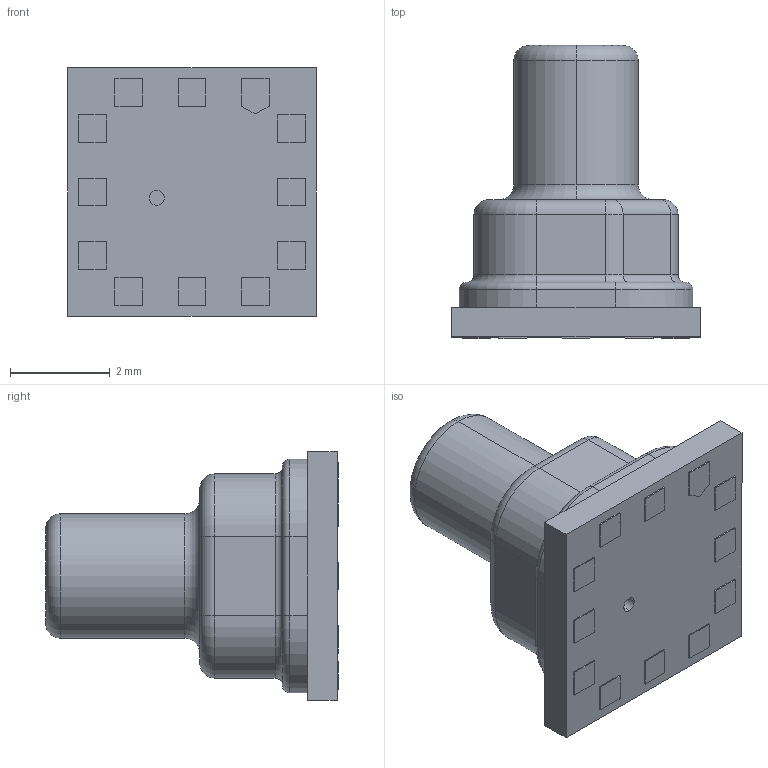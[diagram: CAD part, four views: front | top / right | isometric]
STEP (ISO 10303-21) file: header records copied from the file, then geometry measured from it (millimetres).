
FILE_DESCRIPTION (( 'STEP AP214' ), '1' );
FILE_NAME ('HW_MPR_Long-Port_Gage.STEP', '2024-02-28T17:42:13', ( '' ), ( '' ), 'SwSTEP 2.0', 'SolidWorks 2024', '' );
FILE_SCHEMA (( 'AUTOMOTIVE_DESIGN' ));
Length unit declared in the file: millimetre
Products named in the file (1): HW_MPR_Long-Port_Gage
Bounding box: 5 x 5.88 x 5 mm (x, y, z)
Volume: 56.2 mm3; surface area: 131.6 mm2
Topology: 1 solids, 1 shells, 127 faces, 288 edges, 178 vertices
Faces by surface type: plane 80, cylinder 29, torus 18
Entity records: 4921 total; most frequent: DIRECTION 619, CARTESIAN_POINT 594, ORIENTED_EDGE 576, EDGE_CURVE 288, LINE 213, VECTOR 213, AXIS2_PLACEMENT_3D 203, VERTEX_POINT 178
